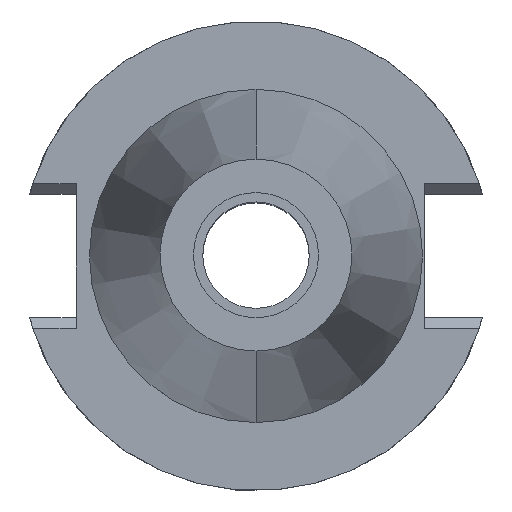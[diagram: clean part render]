
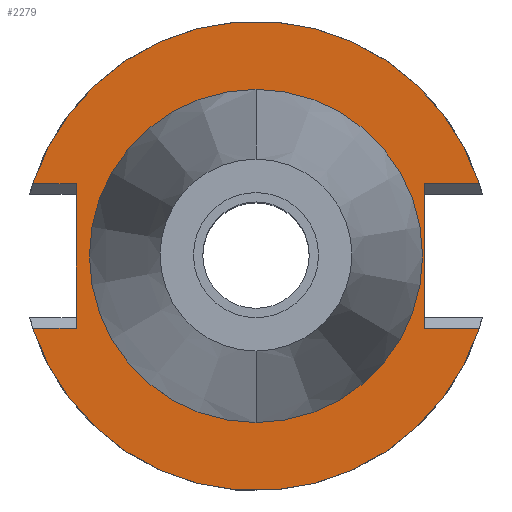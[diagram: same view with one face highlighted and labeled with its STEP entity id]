
A CAD part, top view. The second image highlights one B-rep face of the part: STEP entity #2279.
In plain terms, the highlighted planar face has unit normal (0, 0, 1).
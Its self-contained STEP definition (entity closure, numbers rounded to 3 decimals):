
#4 = LINE ( 'NONE', #1949, #870 ) ;
#71 = CARTESIAN_POINT ( 'NONE',  ( 0., -34.925, -1.5 ) ) ;
#143 = ORIENTED_EDGE ( 'NONE', *, *, #2786, .T. ) ;
#155 = CARTESIAN_POINT ( 'NONE',  ( -37.68, 15.155, -1.5 ) ) ;
#226 = ORIENTED_EDGE ( 'NONE', *, *, #747, .F. ) ;
#228 = DIRECTION ( 'NONE',  ( 0., -1., 0. ) ) ;
#283 = VERTEX_POINT ( 'NONE', #1665 ) ;
#322 = EDGE_CURVE ( 'NONE', #684, #3001, #1959, .T. ) ;
#352 = CARTESIAN_POINT ( 'NONE',  ( 46.821, 15.155, -1.5 ) ) ;
#405 = ORIENTED_EDGE ( 'NONE', *, *, #2753, .F. ) ;
#411 = VERTEX_POINT ( 'NONE', #3119 ) ;
#428 = CARTESIAN_POINT ( 'NONE',  ( 0., 0., -1.5 ) ) ;
#433 = ORIENTED_EDGE ( 'NONE', *, *, #603, .T. ) ;
#443 = VERTEX_POINT ( 'NONE', #491 ) ;
#457 = EDGE_CURVE ( 'NONE', #1121, #443, #4, .T. ) ;
#461 = CIRCLE ( 'NONE', #2114, 49.212 ) ;
#462 = DIRECTION ( 'NONE',  ( 0., -1., 0. ) ) ;
#491 = CARTESIAN_POINT ( 'NONE',  ( -46.821, 15.155, -1.5 ) ) ;
#513 = LINE ( 'NONE', #968, #1270 ) ;
#546 = LINE ( 'NONE', #1346, #1191 ) ;
#603 = EDGE_CURVE ( 'NONE', #411, #2124, #546, .T. ) ;
#667 = VERTEX_POINT ( 'NONE', #352 ) ;
#682 = EDGE_CURVE ( 'NONE', #283, #2124, #461, .T. ) ;
#684 = VERTEX_POINT ( 'NONE', #2046 ) ;
#687 = EDGE_CURVE ( 'NONE', #443, #667, #1136, .T. ) ;
#747 = EDGE_CURVE ( 'NONE', #2868, #283, #3064, .T. ) ;
#751 = VECTOR ( 'NONE', #2925, 1000. ) ;
#870 = VECTOR ( 'NONE', #1489, 1000. ) ;
#902 = ORIENTED_EDGE ( 'NONE', *, *, #682, .F. ) ;
#920 = ORIENTED_EDGE ( 'NONE', *, *, #322, .F. ) ;
#968 = CARTESIAN_POINT ( 'NONE',  ( 35.27, 15.155, -1.5 ) ) ;
#1020 = CARTESIAN_POINT ( 'NONE',  ( 0., 0., -1.5 ) ) ;
#1041 = CARTESIAN_POINT ( 'NONE',  ( 0., 0., -1.5 ) ) ;
#1052 = CARTESIAN_POINT ( 'NONE',  ( 35.27, -15.155, -1.5 ) ) ;
#1121 = VERTEX_POINT ( 'NONE', #155 ) ;
#1136 = CIRCLE ( 'NONE', #1511, 49.212 ) ;
#1173 = ORIENTED_EDGE ( 'NONE', *, *, #457, .F. ) ;
#1191 = VECTOR ( 'NONE', #2779, 1000. ) ;
#1241 = VECTOR ( 'NONE', #3015, 1000. ) ;
#1257 = ORIENTED_EDGE ( 'NONE', *, *, #2032, .F. ) ;
#1270 = VECTOR ( 'NONE', #462, 1000. ) ;
#1278 = CARTESIAN_POINT ( 'NONE',  ( -46.821, -15.155, -1.5 ) ) ;
#1293 = AXIS2_PLACEMENT_3D ( 'NONE', #428, #2157, #1908 ) ;
#1296 = DIRECTION ( 'NONE',  ( 0., 0., -1. ) ) ;
#1307 = EDGE_CURVE ( 'NONE', #3001, #684, #2880, .T. ) ;
#1346 = CARTESIAN_POINT ( 'NONE',  ( -37.68, -15.155, -1.5 ) ) ;
#1438 = ORIENTED_EDGE ( 'NONE', *, *, #1307, .F. ) ;
#1445 = ORIENTED_EDGE ( 'NONE', *, *, #687, .F. ) ;
#1489 = DIRECTION ( 'NONE',  ( -1., 0., 0. ) ) ;
#1511 = AXIS2_PLACEMENT_3D ( 'NONE', #1041, #1296, #2566 ) ;
#1602 = DIRECTION ( 'NONE',  ( 0., -1., 0. ) ) ;
#1665 = CARTESIAN_POINT ( 'NONE',  ( 46.821, -15.155, -1.5 ) ) ;
#1744 = DIRECTION ( 'NONE',  ( 0., 1., 0. ) ) ;
#1756 = LINE ( 'NONE', #2953, #2940 ) ;
#1787 = CARTESIAN_POINT ( 'NONE',  ( 0., 0., -1.5 ) ) ;
#1826 = DIRECTION ( 'NONE',  ( 0., 0., -1. ) ) ;
#1854 = VERTEX_POINT ( 'NONE', #2900 ) ;
#1861 = AXIS2_PLACEMENT_3D ( 'NONE', #3137, #2849, #2597 ) ;
#1888 = EDGE_LOOP ( 'NONE', ( #143, #1445, #1173, #1257, #433, #902, #226, #405 ) ) ;
#1908 = DIRECTION ( 'NONE',  ( 0., -1., 0. ) ) ;
#1949 = CARTESIAN_POINT ( 'NONE',  ( -37.68, 15.155, -1.5 ) ) ;
#1954 = CARTESIAN_POINT ( 'NONE',  ( 35.27, 15.155, -1.5 ) ) ;
#1959 = CIRCLE ( 'NONE', #1861, 34.925 ) ;
#1972 = FACE_BOUND ( 'NONE', #2801, .T. ) ;
#2032 = EDGE_CURVE ( 'NONE', #411, #1121, #1756, .T. ) ;
#2046 = CARTESIAN_POINT ( 'NONE',  ( 0., 34.925, -1.5 ) ) ;
#2114 = AXIS2_PLACEMENT_3D ( 'NONE', #1787, #1826, #1602 ) ;
#2124 = VERTEX_POINT ( 'NONE', #1278 ) ;
#2157 = DIRECTION ( 'NONE',  ( 0., 0., 1. ) ) ;
#2279 = ADVANCED_FACE ( 'NONE', ( #2486, #1972 ), #2450, .F. ) ;
#2418 = LINE ( 'NONE', #1954, #751 ) ;
#2450 = PLANE ( 'NONE',  #2549 ) ;
#2486 = FACE_OUTER_BOUND ( 'NONE', #1888, .T. ) ;
#2549 = AXIS2_PLACEMENT_3D ( 'NONE', #1020, #2948, #228 ) ;
#2566 = DIRECTION ( 'NONE',  ( 0., 1., 0. ) ) ;
#2597 = DIRECTION ( 'NONE',  ( 0., 1., 0. ) ) ;
#2717 = CARTESIAN_POINT ( 'NONE',  ( 35.27, -15.155, -1.5 ) ) ;
#2753 = EDGE_CURVE ( 'NONE', #1854, #2868, #513, .T. ) ;
#2779 = DIRECTION ( 'NONE',  ( -1., 0., 0. ) ) ;
#2786 = EDGE_CURVE ( 'NONE', #1854, #667, #2418, .T. ) ;
#2801 = EDGE_LOOP ( 'NONE', ( #920, #1438 ) ) ;
#2849 = DIRECTION ( 'NONE',  ( 0., 0., 1. ) ) ;
#2868 = VERTEX_POINT ( 'NONE', #2717 ) ;
#2880 = CIRCLE ( 'NONE', #1293, 34.925 ) ;
#2900 = CARTESIAN_POINT ( 'NONE',  ( 35.27, 15.155, -1.5 ) ) ;
#2925 = DIRECTION ( 'NONE',  ( 1., 0., 0. ) ) ;
#2940 = VECTOR ( 'NONE', #1744, 1000. ) ;
#2948 = DIRECTION ( 'NONE',  ( 0., 0., -1. ) ) ;
#2953 = CARTESIAN_POINT ( 'NONE',  ( -37.68, -15.155, -1.5 ) ) ;
#3001 = VERTEX_POINT ( 'NONE', #71 ) ;
#3015 = DIRECTION ( 'NONE',  ( 1., 0., 0. ) ) ;
#3064 = LINE ( 'NONE', #1052, #1241 ) ;
#3119 = CARTESIAN_POINT ( 'NONE',  ( -37.68, -15.155, -1.5 ) ) ;
#3137 = CARTESIAN_POINT ( 'NONE',  ( 0., 0., -1.5 ) ) ;
